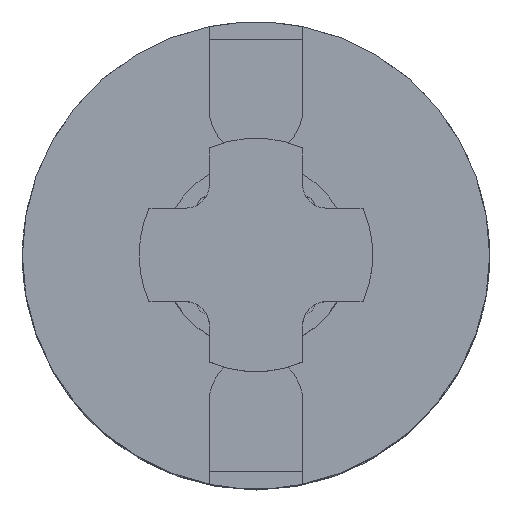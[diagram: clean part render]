
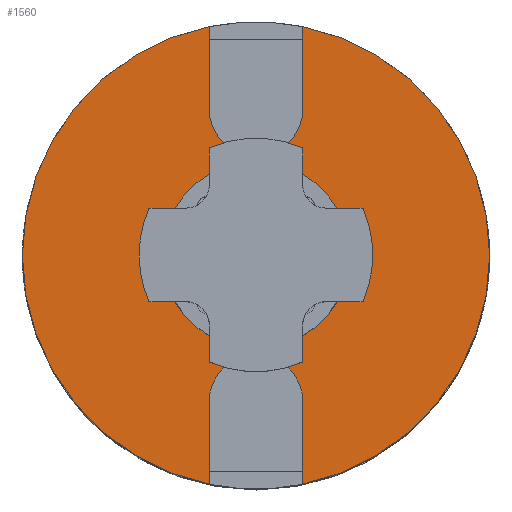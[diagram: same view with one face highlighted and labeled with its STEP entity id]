
A CAD part, top view. The second image highlights one B-rep face of the part: STEP entity #1560.
In plain terms, the highlighted planar face has unit normal (0, 0, 1).
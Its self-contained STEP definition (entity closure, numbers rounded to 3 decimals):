
#7 = DIRECTION ( 'NONE',  ( 0., 0., -1. ) ) ;
#28 = ORIENTED_EDGE ( 'NONE', *, *, #2758, .F. ) ;
#203 = CIRCLE ( 'NONE', #4139, 20. ) ;
#263 = CIRCLE ( 'NONE', #990, 4. ) ;
#276 = VECTOR ( 'NONE', #2794, 1000. ) ;
#289 = VERTEX_POINT ( 'NONE', #2151 ) ;
#327 = DIRECTION ( 'NONE',  ( 0., 0., -1. ) ) ;
#366 = LINE ( 'NONE', #4495, #1194 ) ;
#384 = CARTESIAN_POINT ( 'NONE',  ( -4., -18.5, 50. ) ) ;
#423 = DIRECTION ( 'NONE',  ( 0., 0., 1. ) ) ;
#427 = CARTESIAN_POINT ( 'NONE',  ( 0., 0., 50. ) ) ;
#429 = FACE_BOUND ( 'NONE', #3432, .T. ) ;
#447 = CARTESIAN_POINT ( 'NONE',  ( 0., 20., 50. ) ) ;
#496 = VECTOR ( 'NONE', #5567, 1000. ) ;
#521 = DIRECTION ( 'NONE',  ( 0., 0., -1. ) ) ;
#630 = VERTEX_POINT ( 'NONE', #3814 ) ;
#727 = VERTEX_POINT ( 'NONE', #384 ) ;
#759 = VECTOR ( 'NONE', #1578, 1000. ) ;
#787 = EDGE_LOOP ( 'NONE', ( #2972, #1885, #3126, #4885, #28, #884, #3179, #2537, #854, #4125, #1950, #3438, #3924, #2819 ) ) ;
#790 = AXIS2_PLACEMENT_3D ( 'NONE', #447, #423, #5650 ) ;
#854 = ORIENTED_EDGE ( 'NONE', *, *, #4527, .F. ) ;
#884 = ORIENTED_EDGE ( 'NONE', *, *, #5494, .F. ) ;
#951 = CIRCLE ( 'NONE', #4654, 20. ) ;
#966 = CARTESIAN_POINT ( 'NONE',  ( 4., -19.596, 50. ) ) ;
#990 = AXIS2_PLACEMENT_3D ( 'NONE', #4435, #4841, #1812 ) ;
#1010 = CARTESIAN_POINT ( 'NONE',  ( 0., -12.5, 50. ) ) ;
#1042 = CARTESIAN_POINT ( 'NONE',  ( 4., 12.5, 50. ) ) ;
#1110 = DIRECTION ( 'NONE',  ( -1., 0., 0. ) ) ;
#1165 = EDGE_CURVE ( 'NONE', #630, #2191, #3708, .T. ) ;
#1194 = VECTOR ( 'NONE', #1843, 1000. ) ;
#1216 = DIRECTION ( 'NONE',  ( 0., 1., 0. ) ) ;
#1241 = EDGE_CURVE ( 'NONE', #4312, #5727, #366, .T. ) ;
#1312 = DIRECTION ( 'NONE',  ( 0., 0., -1. ) ) ;
#1330 = LINE ( 'NONE', #4667, #496 ) ;
#1337 = CARTESIAN_POINT ( 'NONE',  ( 4., 20., 50. ) ) ;
#1383 = AXIS2_PLACEMENT_3D ( 'NONE', #1010, #4146, #1474 ) ;
#1416 = CARTESIAN_POINT ( 'NONE',  ( -4., 18.5, 50. ) ) ;
#1420 = DIRECTION ( 'NONE',  ( -1., 0., 0. ) ) ;
#1444 = VECTOR ( 'NONE', #4878, 1000. ) ;
#1474 = DIRECTION ( 'NONE',  ( -1., 0., 0. ) ) ;
#1504 = CARTESIAN_POINT ( 'NONE',  ( -4., -22.182, 50. ) ) ;
#1518 = DIRECTION ( 'NONE',  ( 0., 1., 0. ) ) ;
#1552 = VERTEX_POINT ( 'NONE', #5672 ) ;
#1560 = ADVANCED_FACE ( 'NONE', ( #3773, #429 ), #3127, .T. ) ;
#1578 = DIRECTION ( 'NONE',  ( 0., -1., 0. ) ) ;
#1617 = EDGE_CURVE ( 'NONE', #2049, #5727, #2176, .T. ) ;
#1624 = EDGE_CURVE ( 'NONE', #1962, #3053, #3362, .T. ) ;
#1665 = VERTEX_POINT ( 'NONE', #966 ) ;
#1741 = EDGE_CURVE ( 'NONE', #727, #1552, #3769, .T. ) ;
#1777 = VERTEX_POINT ( 'NONE', #4740 ) ;
#1812 = DIRECTION ( 'NONE',  ( 1., 0., 0. ) ) ;
#1843 = DIRECTION ( 'NONE',  ( 0., -1., 0. ) ) ;
#1885 = ORIENTED_EDGE ( 'NONE', *, *, #4343, .F. ) ;
#1909 = AXIS2_PLACEMENT_3D ( 'NONE', #3052, #7, #2337 ) ;
#1950 = ORIENTED_EDGE ( 'NONE', *, *, #2936, .F. ) ;
#1962 = VERTEX_POINT ( 'NONE', #3636 ) ;
#2049 = VERTEX_POINT ( 'NONE', #2986 ) ;
#2151 = CARTESIAN_POINT ( 'NONE',  ( 4., -18.5, 50. ) ) ;
#2176 = LINE ( 'NONE', #3451, #4474 ) ;
#2191 = VERTEX_POINT ( 'NONE', #5079 ) ;
#2222 = EDGE_CURVE ( 'NONE', #2797, #1665, #5195, .T. ) ;
#2313 = ORIENTED_EDGE ( 'NONE', *, *, #1624, .T. ) ;
#2337 = DIRECTION ( 'NONE',  ( -1., 0., 0. ) ) ;
#2373 = CARTESIAN_POINT ( 'NONE',  ( -20., 0., 50. ) ) ;
#2418 = LINE ( 'NONE', #1042, #3953 ) ;
#2509 = VERTEX_POINT ( 'NONE', #3384 ) ;
#2512 = EDGE_CURVE ( 'NONE', #3403, #727, #1330, .T. ) ;
#2537 = ORIENTED_EDGE ( 'NONE', *, *, #2512, .F. ) ;
#2758 = EDGE_CURVE ( 'NONE', #4074, #4312, #203, .T. ) ;
#2794 = DIRECTION ( 'NONE',  ( 0., 1., 0. ) ) ;
#2797 = VERTEX_POINT ( 'NONE', #4843 ) ;
#2819 = ORIENTED_EDGE ( 'NONE', *, *, #5054, .F. ) ;
#2858 = EDGE_CURVE ( 'NONE', #3053, #1962, #4788, .T. ) ;
#2936 = EDGE_CURVE ( 'NONE', #1665, #289, #4385, .T. ) ;
#2972 = ORIENTED_EDGE ( 'NONE', *, *, #1165, .F. ) ;
#2986 = CARTESIAN_POINT ( 'NONE',  ( -4., 12.5, 50. ) ) ;
#3052 = CARTESIAN_POINT ( 'NONE',  ( 0., 0., 50. ) ) ;
#3053 = VERTEX_POINT ( 'NONE', #5114 ) ;
#3126 = ORIENTED_EDGE ( 'NONE', *, *, #1617, .T. ) ;
#3127 = PLANE ( 'NONE',  #790 ) ;
#3179 = ORIENTED_EDGE ( 'NONE', *, *, #1741, .F. ) ;
#3210 = CARTESIAN_POINT ( 'NONE',  ( 0., 0., 50. ) ) ;
#3362 = CIRCLE ( 'NONE', #1909, 8. ) ;
#3384 = CARTESIAN_POINT ( 'NONE',  ( 4., -12.5, 50. ) ) ;
#3392 = DIRECTION ( 'NONE',  ( 0., 0., -1. ) ) ;
#3403 = VERTEX_POINT ( 'NONE', #4524 ) ;
#3432 = EDGE_LOOP ( 'NONE', ( #5043, #2313 ) ) ;
#3438 = ORIENTED_EDGE ( 'NONE', *, *, #2222, .F. ) ;
#3451 = CARTESIAN_POINT ( 'NONE',  ( -4., 20., 50. ) ) ;
#3553 = DIRECTION ( 'NONE',  ( 0., 0., -1. ) ) ;
#3571 = CARTESIAN_POINT ( 'NONE',  ( -4., 19.596, 50. ) ) ;
#3636 = CARTESIAN_POINT ( 'NONE',  ( 8., 0., 50. ) ) ;
#3708 = LINE ( 'NONE', #4423, #5284 ) ;
#3769 = LINE ( 'NONE', #1504, #759 ) ;
#3773 = FACE_OUTER_BOUND ( 'NONE', #787, .T. ) ;
#3814 = CARTESIAN_POINT ( 'NONE',  ( 4., 12.5, 50. ) ) ;
#3924 = ORIENTED_EDGE ( 'NONE', *, *, #5295, .F. ) ;
#3953 = VECTOR ( 'NONE', #1518, 1000. ) ;
#4023 = DIRECTION ( 'NONE',  ( 0., 1., 0. ) ) ;
#4074 = VERTEX_POINT ( 'NONE', #2373 ) ;
#4125 = ORIENTED_EDGE ( 'NONE', *, *, #4809, .T. ) ;
#4139 = AXIS2_PLACEMENT_3D ( 'NONE', #427, #3553, #4437 ) ;
#4146 = DIRECTION ( 'NONE',  ( 0., 0., 1. ) ) ;
#4226 = LINE ( 'NONE', #1337, #1444 ) ;
#4232 = CARTESIAN_POINT ( 'NONE',  ( 0., 0., 50. ) ) ;
#4243 = AXIS2_PLACEMENT_3D ( 'NONE', #4232, #3392, #1110 ) ;
#4312 = VERTEX_POINT ( 'NONE', #3571 ) ;
#4343 = EDGE_CURVE ( 'NONE', #2049, #630, #263, .T. ) ;
#4385 = LINE ( 'NONE', #4940, #276 ) ;
#4423 = CARTESIAN_POINT ( 'NONE',  ( 4., 12.5, 50. ) ) ;
#4433 = AXIS2_PLACEMENT_3D ( 'NONE', #3210, #521, #1420 ) ;
#4435 = CARTESIAN_POINT ( 'NONE',  ( 0., 12.5, 50. ) ) ;
#4437 = DIRECTION ( 'NONE',  ( -1., 0., 0. ) ) ;
#4474 = VECTOR ( 'NONE', #1216, 1000. ) ;
#4495 = CARTESIAN_POINT ( 'NONE',  ( -4., 20., 50. ) ) ;
#4499 = CARTESIAN_POINT ( 'NONE',  ( 0., 0., 50. ) ) ;
#4513 = CIRCLE ( 'NONE', #1383, 4. ) ;
#4524 = CARTESIAN_POINT ( 'NONE',  ( -4., -12.5, 50. ) ) ;
#4527 = EDGE_CURVE ( 'NONE', #2509, #3403, #4513, .T. ) ;
#4654 = AXIS2_PLACEMENT_3D ( 'NONE', #4803, #327, #4785 ) ;
#4667 = CARTESIAN_POINT ( 'NONE',  ( -4., -22.182, 50. ) ) ;
#4740 = CARTESIAN_POINT ( 'NONE',  ( 4., 19.596, 50. ) ) ;
#4785 = DIRECTION ( 'NONE',  ( -1., 0., 0. ) ) ;
#4788 = CIRCLE ( 'NONE', #4433, 8. ) ;
#4803 = CARTESIAN_POINT ( 'NONE',  ( 0., 0., 50. ) ) ;
#4809 = EDGE_CURVE ( 'NONE', #2509, #289, #4226, .T. ) ;
#4820 = AXIS2_PLACEMENT_3D ( 'NONE', #4499, #1312, #4959 ) ;
#4831 = CIRCLE ( 'NONE', #4243, 20. ) ;
#4841 = DIRECTION ( 'NONE',  ( 0., 0., 1. ) ) ;
#4843 = CARTESIAN_POINT ( 'NONE',  ( 20., 0., 50. ) ) ;
#4878 = DIRECTION ( 'NONE',  ( 0., -1., 0. ) ) ;
#4885 = ORIENTED_EDGE ( 'NONE', *, *, #1241, .F. ) ;
#4940 = CARTESIAN_POINT ( 'NONE',  ( 4., 20., 50. ) ) ;
#4959 = DIRECTION ( 'NONE',  ( -1., 0., 0. ) ) ;
#5043 = ORIENTED_EDGE ( 'NONE', *, *, #2858, .T. ) ;
#5054 = EDGE_CURVE ( 'NONE', #2191, #1777, #2418, .T. ) ;
#5079 = CARTESIAN_POINT ( 'NONE',  ( 4., 18.5, 50. ) ) ;
#5114 = CARTESIAN_POINT ( 'NONE',  ( -8., 0., 50. ) ) ;
#5195 = CIRCLE ( 'NONE', #4820, 20. ) ;
#5284 = VECTOR ( 'NONE', #4023, 1000. ) ;
#5295 = EDGE_CURVE ( 'NONE', #1777, #2797, #4831, .T. ) ;
#5494 = EDGE_CURVE ( 'NONE', #1552, #4074, #951, .T. ) ;
#5567 = DIRECTION ( 'NONE',  ( 0., -1., 0. ) ) ;
#5650 = DIRECTION ( 'NONE',  ( 1., 0., 0. ) ) ;
#5672 = CARTESIAN_POINT ( 'NONE',  ( -4., -19.596, 50. ) ) ;
#5727 = VERTEX_POINT ( 'NONE', #1416 ) ;
